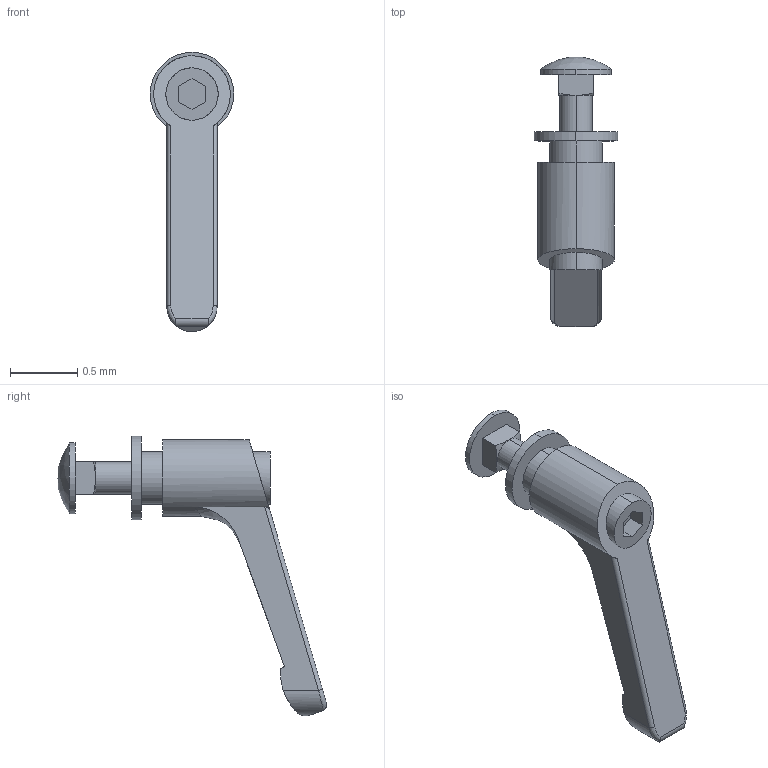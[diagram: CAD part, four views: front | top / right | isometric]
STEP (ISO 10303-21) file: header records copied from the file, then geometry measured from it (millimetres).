
FILE_DESCRIPTION((''),'2;1');
FILE_NAME('10LM8420.stp','2015-07-14T09:38:03',(''),(''),'Mechanical Desktop 2011','Mechanical Desktop 2011',', , ');
FILE_SCHEMA(('CONFIG_CONTROL_DESIGN'));
Length unit declared in the file: millimetre
Products named in the file (1): Product
Bounding box: 0.62 x 2 x 2.08 mm (x, y, z)
Volume: 0.4 mm3; surface area: 6.4 mm2
Topology: 3 solids, 3 shells, 62 faces, 146 edges, 94 vertices
Faces by surface type: cylinder 23, plane 19, bspline 17, cone 2, sphere 1
Entity records: 2377 total; most frequent: CARTESIAN_POINT 914, ORIENTED_EDGE 288, DIRECTION 272, EDGE_CURVE 144, AXIS2_PLACEMENT_3D 102, VERTEX_POINT 94, EDGE_LOOP 70, VECTOR 68
